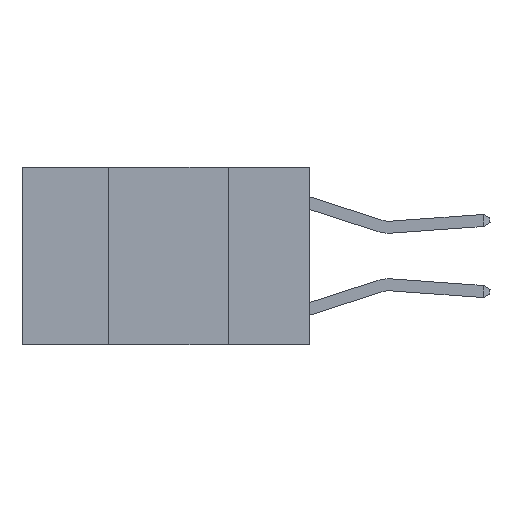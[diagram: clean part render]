
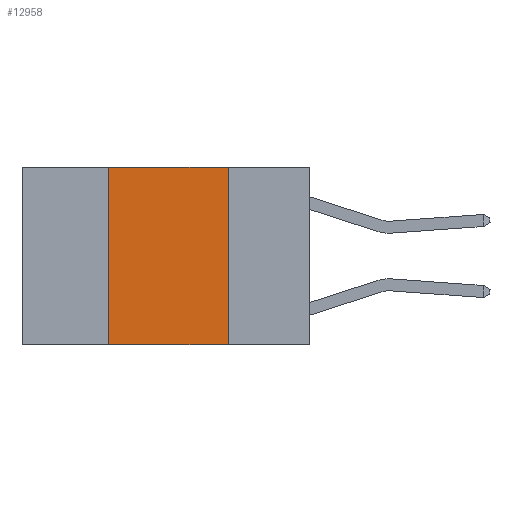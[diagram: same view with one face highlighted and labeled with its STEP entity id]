
A CAD part, left-side view. The second image highlights one B-rep face of the part: STEP entity #12958.
In plain terms, the highlighted planar face has unit normal (-1, 0, 0).
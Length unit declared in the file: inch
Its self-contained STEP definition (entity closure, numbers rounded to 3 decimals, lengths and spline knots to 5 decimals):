
#19 = PLANE ( 'NONE',  #15642 ) ;
#91 = VECTOR ( 'NONE', #9139, 39.37008 ) ;
#176 = DIRECTION ( 'NONE',  ( 0., 0., -1. ) ) ;
#461 = EDGE_LOOP ( 'NONE', ( #7783, #8620, #7885, #6030 ) ) ;
#1470 = CARTESIAN_POINT ( 'NONE',  ( 0., 0.17, 0. ) ) ;
#2607 = CARTESIAN_POINT ( 'NONE',  ( 0., 0.6, 0. ) ) ;
#3872 = LINE ( 'NONE', #8893, #10449 ) ;
#4599 = EDGE_CURVE ( 'NONE', #15338, #8868, #15049, .T. ) ;
#5003 = DIRECTION ( 'NONE',  ( 0., 0., -1. ) ) ;
#5510 = CARTESIAN_POINT ( 'NONE',  ( 0., 0.42, -0.37 ) ) ;
#5577 = CARTESIAN_POINT ( 'NONE',  ( 0., 0.42, 0. ) ) ;
#5895 = EDGE_CURVE ( 'NONE', #12484, #8572, #7887, .T. ) ;
#6030 = ORIENTED_EDGE ( 'NONE', *, *, #4599, .T. ) ;
#6827 = DIRECTION ( 'NONE',  ( 0., 0., 1. ) ) ;
#7783 = ORIENTED_EDGE ( 'NONE', *, *, #14266, .F. ) ;
#7885 = ORIENTED_EDGE ( 'NONE', *, *, #8143, .F. ) ;
#7887 = LINE ( 'NONE', #2607, #91 ) ;
#8143 = EDGE_CURVE ( 'NONE', #15338, #12484, #12688, .T. ) ;
#8572 = VERTEX_POINT ( 'NONE', #1470 ) ;
#8620 = ORIENTED_EDGE ( 'NONE', *, *, #5895, .F. ) ;
#8868 = VERTEX_POINT ( 'NONE', #12410 ) ;
#8893 = CARTESIAN_POINT ( 'NONE',  ( 0., 0.17, 0. ) ) ;
#8918 = CARTESIAN_POINT ( 'NONE',  ( 0., 0.6, 0. ) ) ;
#9139 = DIRECTION ( 'NONE',  ( 0., -1., 0. ) ) ;
#9823 = CARTESIAN_POINT ( 'NONE',  ( 0., 0.42, 0. ) ) ;
#9832 = VECTOR ( 'NONE', #6827, 39.37008 ) ;
#10123 = DIRECTION ( 'NONE',  ( 1., 0., 0. ) ) ;
#10186 = DIRECTION ( 'NONE',  ( 0., -1., 0. ) ) ;
#10205 = FACE_OUTER_BOUND ( 'NONE', #461, .T. ) ;
#10449 = VECTOR ( 'NONE', #5003, 39.37008 ) ;
#12410 = CARTESIAN_POINT ( 'NONE',  ( 0., 0.17, -0.37 ) ) ;
#12484 = VERTEX_POINT ( 'NONE', #9823 ) ;
#12688 = LINE ( 'NONE', #5577, #9832 ) ;
#12861 = VECTOR ( 'NONE', #10186, 39.37008 ) ;
#12958 = ADVANCED_FACE ( 'NONE', ( #10205 ), #19, .F. ) ;
#14137 = CARTESIAN_POINT ( 'NONE',  ( 0., 0.6, -0.37 ) ) ;
#14266 = EDGE_CURVE ( 'NONE', #8572, #8868, #3872, .T. ) ;
#15049 = LINE ( 'NONE', #14137, #12861 ) ;
#15338 = VERTEX_POINT ( 'NONE', #5510 ) ;
#15642 = AXIS2_PLACEMENT_3D ( 'NONE', #8918, #10123, #176 ) ;
